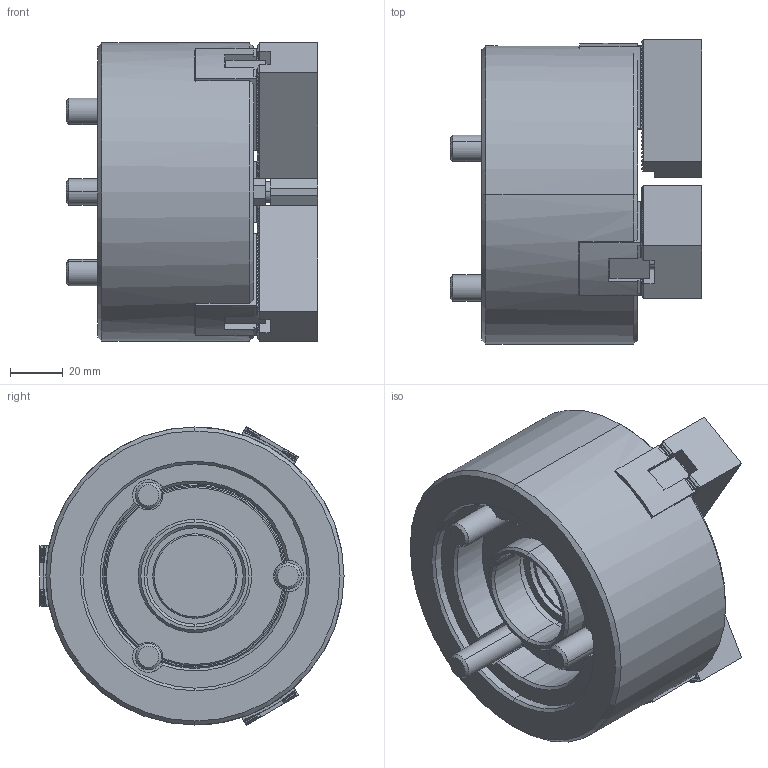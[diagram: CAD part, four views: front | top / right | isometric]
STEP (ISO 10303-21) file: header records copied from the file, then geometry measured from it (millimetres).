
FILE_DESCRIPTION (( 'STEP AP203' ), '1' );
FILE_NAME ('CF-3H-204.STEP', '2021-12-15T01:01:03', ( '' ), ( '' ), 'SwSTEP 2.0', 'SolidWorks 2016', '' );
FILE_SCHEMA (( 'CONFIG_CONTROL_DESIGN' ));
Length unit declared in the file: millimetre
Products named in the file (12): CF-3H-204-09000; CF-3H-204-04000(T型塊); SJ-04; 半圓頭六角孔螺栓_M4x8; CF-3H-204-01010; CF-3H-204; 圓頭內六角螺栓_M10x60; CF-3H-204-02010; 圓頭內六角螺栓_M8x20; CF-3H-204-03010; CF-3H-204-06010; CF-3H-204-07010
Assembly tree (26 placements, depth 2):
  CF-3H-204
    CF-3H-204-01010
    CF-3H-204-02010
    CF-3H-204-03010  x3
    CF-3H-204-06010
    CF-3H-204-07010
    CF-3H-204-09000
    CF-3H-204-04000(T型塊)  x3
    SJ-04  x3
    半圓頭六角孔螺栓_M4x8  x3
    圓頭內六角螺栓_M10x60  x3
    圓頭內六角螺栓_M8x20  x6
Bounding box: 95.3 x 115.25 x 113.26 mm (x, y, z)
Volume: 564407.5 mm3; surface area: 146760 mm2
Topology: 26 solids, 26 shells, 1978 faces, 5545 edges, 3633 vertices
Faces by surface type: plane 1342, cylinder 518, cone 108, torus 10
Entity records: 25695 total; most frequent: CARTESIAN_POINT 5089, ORIENTED_EDGE 4170, DIRECTION 3711, EDGE_CURVE 2085, LINE 1479, VECTOR 1479, VERTEX_POINT 1372, AXIS2_PLACEMENT_3D 1116
